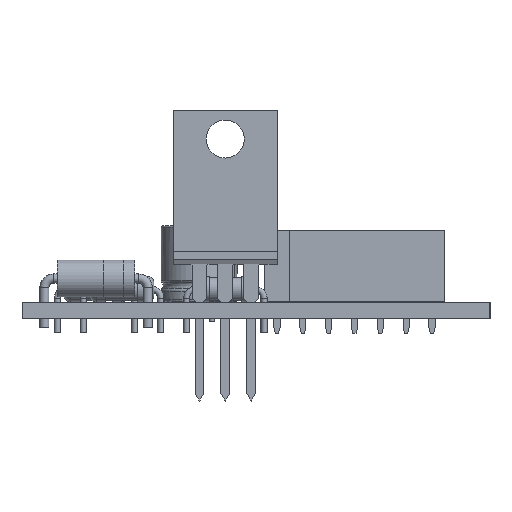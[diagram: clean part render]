
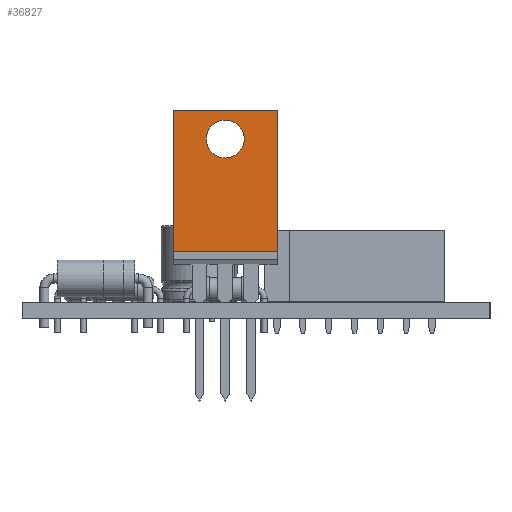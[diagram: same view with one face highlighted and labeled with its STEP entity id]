
A CAD part, left-side view. The second image highlights one B-rep face of the part: STEP entity #36827.
In plain terms, the highlighted face is planar.
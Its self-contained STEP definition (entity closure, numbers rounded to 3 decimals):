
#34307 = PLANE('',#34308);
#34308 = AXIS2_PLACEMENT_3D('',#34309,#34310,#34311);
#34309 = CARTESIAN_POINT('',(7.655,3.16,5.));
#34310 = DIRECTION('',(1.,0.,0.));
#34311 = DIRECTION('',(0.,-1.,0.));
#34363 = PLANE('',#34364);
#34364 = AXIS2_PLACEMENT_3D('',#34365,#34366,#34367);
#34365 = CARTESIAN_POINT('',(-2.575,1.89,5.));
#34366 = DIRECTION('',(-1.,0.,0.));
#34367 = DIRECTION('',(0.,1.,0.));
#34440 = PLANE('',#34441);
#34441 = AXIS2_PLACEMENT_3D('',#34442,#34443,#34444);
#34442 = CARTESIAN_POINT('',(-2.575,3.16,5.));
#34443 = DIRECTION('',(0.,0.,1.));
#34444 = DIRECTION('',(1.,0.,0.));
#35497 = VERTEX_POINT('',#35498);
#35498 = CARTESIAN_POINT('',(-2.575,3.16,18.775));
#35512 = PLANE('',#35513);
#35513 = AXIS2_PLACEMENT_3D('',#35514,#35515,#35516);
#35514 = CARTESIAN_POINT('',(-2.575,3.16,18.775));
#35515 = DIRECTION('',(0.,0.,1.));
#35516 = DIRECTION('',(1.,0.,0.));
#35524 = EDGE_CURVE('',#35525,#35497,#35527,.T.);
#35525 = VERTEX_POINT('',#35526);
#35526 = CARTESIAN_POINT('',(-2.575,3.16,5.));
#35527 = SURFACE_CURVE('',#35528,(#35532,#35539),.PCURVE_S1.);
#35528 = LINE('',#35529,#35530);
#35529 = CARTESIAN_POINT('',(-2.575,3.16,5.));
#35530 = VECTOR('',#35531,1.);
#35531 = DIRECTION('',(0.,0.,1.));
#35532 = PCURVE('',#34363,#35533);
#35533 = DEFINITIONAL_REPRESENTATION('',(#35534),#35538);
#35534 = LINE('',#35535,#35536);
#35535 = CARTESIAN_POINT('',(1.27,0.));
#35536 = VECTOR('',#35537,1.);
#35537 = DIRECTION('',(0.,-1.));
#35538 = ( GEOMETRIC_REPRESENTATION_CONTEXT(2) 
PARAMETRIC_REPRESENTATION_CONTEXT() REPRESENTATION_CONTEXT('2D SPACE',''
  ) );
#35539 = PCURVE('',#35540,#35545);
#35540 = PLANE('',#35541);
#35541 = AXIS2_PLACEMENT_3D('',#35542,#35543,#35544);
#35542 = CARTESIAN_POINT('',(-2.575,3.16,5.));
#35543 = DIRECTION('',(0.,1.,0.));
#35544 = DIRECTION('',(1.,0.,0.));
#35545 = DEFINITIONAL_REPRESENTATION('',(#35546),#35550);
#35546 = LINE('',#35547,#35548);
#35547 = CARTESIAN_POINT('',(0.,0.));
#35548 = VECTOR('',#35549,1.);
#35549 = DIRECTION('',(0.,-1.));
#35550 = ( GEOMETRIC_REPRESENTATION_CONTEXT(2) 
PARAMETRIC_REPRESENTATION_CONTEXT() REPRESENTATION_CONTEXT('2D SPACE',''
  ) );
#35642 = CYLINDRICAL_SURFACE('',#35643,1.868);
#35643 = AXIS2_PLACEMENT_3D('',#35644,#35645,#35646);
#35644 = CARTESIAN_POINT('',(2.54,1.89,16.005));
#35645 = DIRECTION('',(0.,-1.,0.));
#35646 = DIRECTION('',(1.,0.,0.));
#35658 = VERTEX_POINT('',#35659);
#35659 = CARTESIAN_POINT('',(7.655,3.16,5.));
#35680 = EDGE_CURVE('',#35658,#35681,#35683,.T.);
#35681 = VERTEX_POINT('',#35682);
#35682 = CARTESIAN_POINT('',(7.655,3.16,18.775));
#35683 = SURFACE_CURVE('',#35684,(#35688,#35695),.PCURVE_S1.);
#35684 = LINE('',#35685,#35686);
#35685 = CARTESIAN_POINT('',(7.655,3.16,5.));
#35686 = VECTOR('',#35687,1.);
#35687 = DIRECTION('',(0.,0.,1.));
#35688 = PCURVE('',#34307,#35689);
#35689 = DEFINITIONAL_REPRESENTATION('',(#35690),#35694);
#35690 = LINE('',#35691,#35692);
#35691 = CARTESIAN_POINT('',(0.,0.));
#35692 = VECTOR('',#35693,1.);
#35693 = DIRECTION('',(0.,-1.));
#35694 = ( GEOMETRIC_REPRESENTATION_CONTEXT(2) 
PARAMETRIC_REPRESENTATION_CONTEXT() REPRESENTATION_CONTEXT('2D SPACE',''
  ) );
#35695 = PCURVE('',#35540,#35696);
#35696 = DEFINITIONAL_REPRESENTATION('',(#35697),#35701);
#35697 = LINE('',#35698,#35699);
#35698 = CARTESIAN_POINT('',(10.23,0.));
#35699 = VECTOR('',#35700,1.);
#35700 = DIRECTION('',(0.,-1.));
#35701 = ( GEOMETRIC_REPRESENTATION_CONTEXT(2) 
PARAMETRIC_REPRESENTATION_CONTEXT() REPRESENTATION_CONTEXT('2D SPACE',''
  ) );
#35730 = EDGE_CURVE('',#35525,#35658,#35731,.T.);
#35731 = SURFACE_CURVE('',#35732,(#35736,#35743),.PCURVE_S1.);
#35732 = LINE('',#35733,#35734);
#35733 = CARTESIAN_POINT('',(-2.575,3.16,5.));
#35734 = VECTOR('',#35735,1.);
#35735 = DIRECTION('',(1.,0.,0.));
#35736 = PCURVE('',#34440,#35737);
#35737 = DEFINITIONAL_REPRESENTATION('',(#35738),#35742);
#35738 = LINE('',#35739,#35740);
#35739 = CARTESIAN_POINT('',(0.,0.));
#35740 = VECTOR('',#35741,1.);
#35741 = DIRECTION('',(1.,0.));
#35742 = ( GEOMETRIC_REPRESENTATION_CONTEXT(2) 
PARAMETRIC_REPRESENTATION_CONTEXT() REPRESENTATION_CONTEXT('2D SPACE',''
  ) );
#35743 = PCURVE('',#35540,#35744);
#35744 = DEFINITIONAL_REPRESENTATION('',(#35745),#35749);
#35745 = LINE('',#35746,#35747);
#35746 = CARTESIAN_POINT('',(0.,0.));
#35747 = VECTOR('',#35748,1.);
#35748 = DIRECTION('',(1.,0.));
#35749 = ( GEOMETRIC_REPRESENTATION_CONTEXT(2) 
PARAMETRIC_REPRESENTATION_CONTEXT() REPRESENTATION_CONTEXT('2D SPACE',''
  ) );
#36827 = ADVANCED_FACE('',(#36828,#36854),#35540,.T.);
#36828 = FACE_BOUND('',#36829,.T.);
#36829 = EDGE_LOOP('',(#36830,#36831,#36852,#36853));
#36830 = ORIENTED_EDGE('',*,*,#35524,.T.);
#36831 = ORIENTED_EDGE('',*,*,#36832,.T.);
#36832 = EDGE_CURVE('',#35497,#35681,#36833,.T.);
#36833 = SURFACE_CURVE('',#36834,(#36838,#36845),.PCURVE_S1.);
#36834 = LINE('',#36835,#36836);
#36835 = CARTESIAN_POINT('',(-2.575,3.16,18.775));
#36836 = VECTOR('',#36837,1.);
#36837 = DIRECTION('',(1.,0.,0.));
#36838 = PCURVE('',#35540,#36839);
#36839 = DEFINITIONAL_REPRESENTATION('',(#36840),#36844);
#36840 = LINE('',#36841,#36842);
#36841 = CARTESIAN_POINT('',(0.,-13.775));
#36842 = VECTOR('',#36843,1.);
#36843 = DIRECTION('',(1.,0.));
#36844 = ( GEOMETRIC_REPRESENTATION_CONTEXT(2) 
PARAMETRIC_REPRESENTATION_CONTEXT() REPRESENTATION_CONTEXT('2D SPACE',''
  ) );
#36845 = PCURVE('',#35512,#36846);
#36846 = DEFINITIONAL_REPRESENTATION('',(#36847),#36851);
#36847 = LINE('',#36848,#36849);
#36848 = CARTESIAN_POINT('',(0.,0.));
#36849 = VECTOR('',#36850,1.);
#36850 = DIRECTION('',(1.,0.));
#36851 = ( GEOMETRIC_REPRESENTATION_CONTEXT(2) 
PARAMETRIC_REPRESENTATION_CONTEXT() REPRESENTATION_CONTEXT('2D SPACE',''
  ) );
#36852 = ORIENTED_EDGE('',*,*,#35680,.F.);
#36853 = ORIENTED_EDGE('',*,*,#35730,.F.);
#36854 = FACE_BOUND('',#36855,.T.);
#36855 = EDGE_LOOP('',(#36856));
#36856 = ORIENTED_EDGE('',*,*,#36857,.T.);
#36857 = EDGE_CURVE('',#36858,#36858,#36860,.T.);
#36858 = VERTEX_POINT('',#36859);
#36859 = CARTESIAN_POINT('',(4.408,3.16,16.005));
#36860 = SURFACE_CURVE('',#36861,(#36866,#36877),.PCURVE_S1.);
#36861 = CIRCLE('',#36862,1.868);
#36862 = AXIS2_PLACEMENT_3D('',#36863,#36864,#36865);
#36863 = CARTESIAN_POINT('',(2.54,3.16,16.005));
#36864 = DIRECTION('',(0.,-1.,0.));
#36865 = DIRECTION('',(1.,0.,0.));
#36866 = PCURVE('',#35540,#36867);
#36867 = DEFINITIONAL_REPRESENTATION('',(#36868),#36876);
#36868 = ( BOUNDED_CURVE() B_SPLINE_CURVE(2,(#36869,#36870,#36871,#36872
    ,#36873,#36874,#36875),.UNSPECIFIED.,.T.,.F.) 
B_SPLINE_CURVE_WITH_KNOTS((1,2,2,2,2,1),(-2.094,0.,
    2.094,4.189,6.283,8.378),
.UNSPECIFIED.) CURVE() GEOMETRIC_REPRESENTATION_ITEM() 
RATIONAL_B_SPLINE_CURVE((1.,0.5,1.,0.5,1.,0.5,1.)) REPRESENTATION_ITEM(
  '') );
#36869 = CARTESIAN_POINT('',(6.983,-11.005));
#36870 = CARTESIAN_POINT('',(6.983,-14.24));
#36871 = CARTESIAN_POINT('',(4.181,-12.622));
#36872 = CARTESIAN_POINT('',(1.38,-11.005));
#36873 = CARTESIAN_POINT('',(4.181,-9.388));
#36874 = CARTESIAN_POINT('',(6.983,-7.77));
#36875 = CARTESIAN_POINT('',(6.983,-11.005));
#36876 = ( GEOMETRIC_REPRESENTATION_CONTEXT(2) 
PARAMETRIC_REPRESENTATION_CONTEXT() REPRESENTATION_CONTEXT('2D SPACE',''
  ) );
#36877 = PCURVE('',#35642,#36878);
#36878 = DEFINITIONAL_REPRESENTATION('',(#36879),#36883);
#36879 = LINE('',#36880,#36881);
#36880 = CARTESIAN_POINT('',(0.,-1.27));
#36881 = VECTOR('',#36882,1.);
#36882 = DIRECTION('',(1.,0.));
#36883 = ( GEOMETRIC_REPRESENTATION_CONTEXT(2) 
PARAMETRIC_REPRESENTATION_CONTEXT() REPRESENTATION_CONTEXT('2D SPACE',''
  ) );
